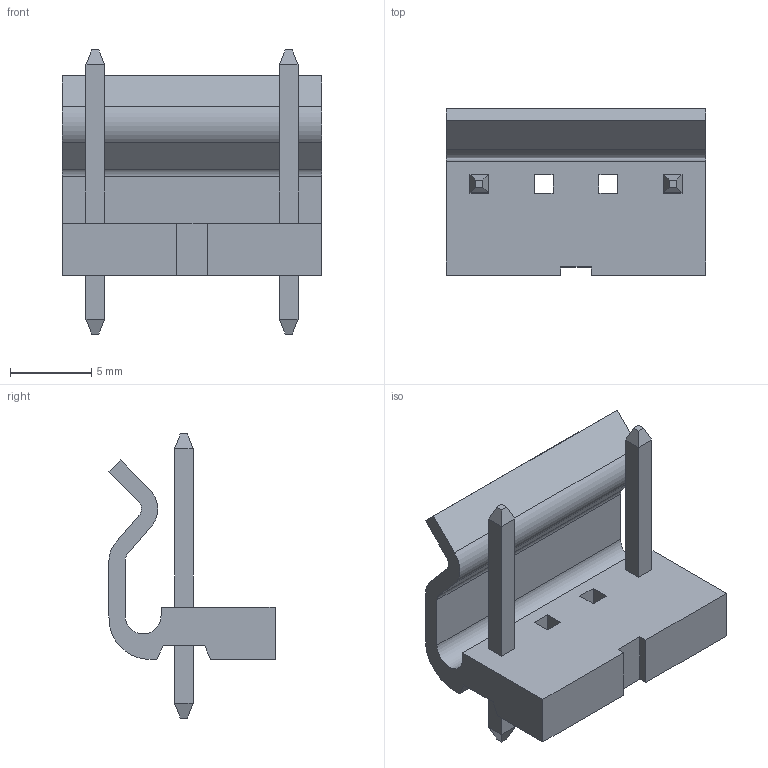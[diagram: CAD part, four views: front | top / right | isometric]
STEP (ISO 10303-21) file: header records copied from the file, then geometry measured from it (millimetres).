
FILE_DESCRIPTION (( 'STEP AP203' ), '1' );
FILE_NAME ('ELD-0001129.STEP', '2014-09-17T09:41:31', ( 'admin' ), ( '' ), 'SwSTEP 2.0', 'SolidWorks 2011', '' );
FILE_SCHEMA (( 'CONFIG_CONTROL_DESIGN' ));
Length unit declared in the file: millimetre
Products named in the file (3): ELD-0001129; 6450xx114822_PIN; 645004114822
Assembly tree (3 placements, depth 2):
  ELD-0001129
    645004114822
    6450xx114822_PIN  x2
Bounding box: 15.95 x 10.2 x 17.45 mm (x, y, z)
Volume: 579.2 mm3; surface area: 1104.2 mm2
Topology: 3 solids, 3 shells, 91 faces, 227 edges, 146 vertices
Faces by surface type: plane 85, cylinder 6
Entity records: 2654 total; most frequent: CARTESIAN_POINT 412, ORIENTED_EDGE 398, DIRECTION 377, EDGE_CURVE 199, VECTOR 187, LINE 187, VERTEX_POINT 130, AXIS2_PLACEMENT_3D 95
